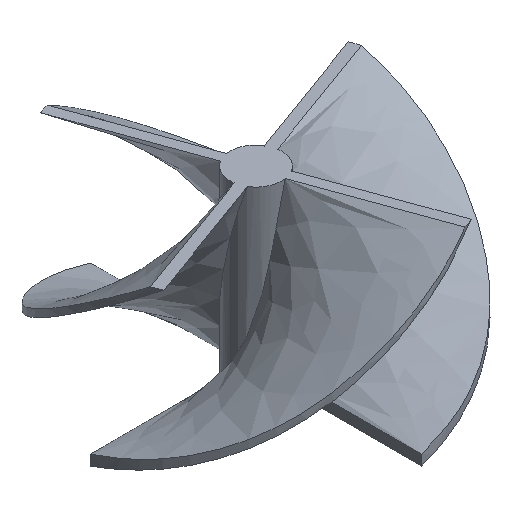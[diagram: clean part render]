
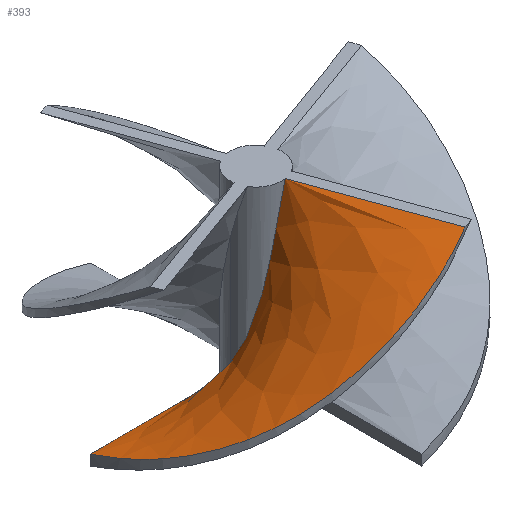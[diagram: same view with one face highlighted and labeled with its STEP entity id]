
A CAD part, isometric view. The second image highlights one B-rep face of the part: STEP entity #393.
In plain terms, the highlighted free-form (B-spline) face has degree [3, 3] with [4, 10] control points.
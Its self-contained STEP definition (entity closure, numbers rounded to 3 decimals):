
#35=B_SPLINE_SURFACE_WITH_KNOTS('',3,3,((#1071,#1072,#1073,#1074,#1075,
#1076,#1077,#1078,#1079,#1080),(#1081,#1082,#1083,#1084,#1085,#1086,#1087,
#1088,#1089,#1090),(#1091,#1092,#1093,#1094,#1095,#1096,#1097,#1098,#1099,
#1100),(#1101,#1102,#1103,#1104,#1105,#1106,#1107,#1108,#1109,#1110)),
 .UNSPECIFIED.,.F.,.F.,.F.,(4,4),(4,1,1,1,1,1,1,4),(0.075,
0.898),(0.,0.28,0.298,0.516,
0.563,0.742,0.797,1.),.UNSPECIFIED.);
#56=FACE_OUTER_BOUND('',#77,.T.);
#77=EDGE_LOOP('',(#339,#340,#341,#342));
#92=B_SPLINE_CURVE_WITH_KNOTS('',3,(#536,#537,#538,#539,#540,#541,#542,
#543,#544,#545,#546,#547),.UNSPECIFIED.,.F.,.F.,(4,2,2,2,2,4),(-4.949,
-4.06,-3.192,-2.052,-1.064,0.),
 .UNSPECIFIED.);
#106=B_SPLINE_CURVE_WITH_KNOTS('',3,(#791,#792,#793,#794,#795,#796,#797,
#798,#799,#800,#801,#802,#803,#804),.UNSPECIFIED.,.F.,.F.,(4,2,2,2,2,2,
4),(-9.884,-8.428,-6.625,-5.637,
-3.198,-1.834,0.),.UNSPECIFIED.);
#126=LINE('',#941,#153);
#134=LINE('',#1111,#161);
#153=VECTOR('',#505,10.);
#161=VECTOR('',#517,10.);
#165=VERTEX_POINT('',#533);
#166=VERTEX_POINT('',#535);
#193=VERTEX_POINT('',#789);
#194=VERTEX_POINT('',#790);
#202=EDGE_CURVE('',#166,#165,#92,.T.);
#233=EDGE_CURVE('',#193,#194,#106,.T.);
#246=EDGE_CURVE('',#165,#193,#126,.T.);
#254=EDGE_CURVE('',#166,#194,#134,.T.);
#339=ORIENTED_EDGE('',*,*,#233,.T.);
#340=ORIENTED_EDGE('',*,*,#254,.F.);
#341=ORIENTED_EDGE('',*,*,#202,.T.);
#342=ORIENTED_EDGE('',*,*,#246,.T.);
#393=ADVANCED_FACE('',(#56),#35,.T.);
#505=DIRECTION('',(-1.,0.,0.));
#517=DIRECTION('',(0.342,-0.94,0.));
#533=CARTESIAN_POINT('',(-7.5,0.,1.5));
#535=CARTESIAN_POINT('',(1.104,-7.418,50.));
#536=CARTESIAN_POINT('Ctrl Pts',(1.104,-7.418,50.));
#537=CARTESIAN_POINT('Ctrl Pts',(0.227,-7.549,47.117));
#538=CARTESIAN_POINT('Ctrl Pts',(-0.467,-7.509,44.14));
#539=CARTESIAN_POINT('Ctrl Pts',(-1.625,-7.345,38.303));
#540=CARTESIAN_POINT('Ctrl Pts',(-2.151,-7.204,35.188));
#541=CARTESIAN_POINT('Ctrl Pts',(-3.298,-6.772,28.542));
#542=CARTESIAN_POINT('Ctrl Pts',(-4.018,-6.409,24.592));
#543=CARTESIAN_POINT('Ctrl Pts',(-5.43,-5.243,17.477));
#544=CARTESIAN_POINT('Ctrl Pts',(-6.073,-4.535,14.421));
#545=CARTESIAN_POINT('Ctrl Pts',(-7.158,-2.532,7.885));
#546=CARTESIAN_POINT('Ctrl Pts',(-7.5,-1.318,4.793));
#547=CARTESIAN_POINT('Ctrl Pts',(-7.5,0.,1.5));
#789=CARTESIAN_POINT('',(-48.15,0.,1.5));
#790=CARTESIAN_POINT('',(15.051,-45.737,50.));
#791=CARTESIAN_POINT('Ctrl Pts',(-48.15,0.,1.5));
#792=CARTESIAN_POINT('Ctrl Pts',(-48.15,-5.021,3.119));
#793=CARTESIAN_POINT('Ctrl Pts',(-47.367,-9.994,4.659));
#794=CARTESIAN_POINT('Ctrl Pts',(-43.934,-20.655,8.518));
#795=CARTESIAN_POINT('Ctrl Pts',(-40.966,-25.994,10.85));
#796=CARTESIAN_POINT('Ctrl Pts',(-35.106,-33.116,15.143));
#797=CARTESIAN_POINT('Ctrl Pts',(-32.819,-35.373,16.769));
#798=CARTESIAN_POINT('Ctrl Pts',(-24.328,-42.276,22.808));
#799=CARTESIAN_POINT('Ctrl Pts',(-17.643,-45.301,27.608));
#800=CARTESIAN_POINT('Ctrl Pts',(-7.454,-47.718,34.747));
#801=CARTESIAN_POINT('Ctrl Pts',(-3.703,-48.155,37.336));
#802=CARTESIAN_POINT('Ctrl Pts',(5.123,-48.143,43.328));
#803=CARTESIAN_POINT('Ctrl Pts',(10.18,-47.34,46.675));
#804=CARTESIAN_POINT('Ctrl Pts',(15.051,-45.737,50.));
#941=CARTESIAN_POINT('',(-2.,0.,1.5));
#1071=CARTESIAN_POINT('Ctrl Pts',(-6.147,0.,
1.5));
#1072=CARTESIAN_POINT('Ctrl Pts',(-5.917,-1.484,5.833));
#1073=CARTESIAN_POINT('Ctrl Pts',(-5.53,-2.913,10.532));
#1074=CARTESIAN_POINT('Ctrl Pts',(-4.624,-4.956,18.784));
#1075=CARTESIAN_POINT('Ctrl Pts',(-4.024,-5.888,23.374));
#1076=CARTESIAN_POINT('Ctrl Pts',(-2.924,-6.877,30.635));
#1077=CARTESIAN_POINT('Ctrl Pts',(-2.147,-7.236,35.263));
#1078=CARTESIAN_POINT('Ctrl Pts',(-0.839,-7.25,
42.456));
#1079=CARTESIAN_POINT('Ctrl Pts',(-0.003,-6.886,
46.699));
#1080=CARTESIAN_POINT('Ctrl Pts',(0.693,-6.29,50.));
#1081=CARTESIAN_POINT('Ctrl Pts',(-21.228,0.,
1.5));
#1082=CARTESIAN_POINT('Ctrl Pts',(-20.212,-4.043,5.274));
#1083=CARTESIAN_POINT('Ctrl Pts',(-18.595,-8.047,9.593));
#1084=CARTESIAN_POINT('Ctrl Pts',(-14.845,-13.951,17.566));
#1085=CARTESIAN_POINT('Ctrl Pts',(-12.377,-16.733,22.161));
#1086=CARTESIAN_POINT('Ctrl Pts',(-7.904,-19.835,29.638));
#1087=CARTESIAN_POINT('Ctrl Pts',(-4.785,-21.098,34.496));
#1088=CARTESIAN_POINT('Ctrl Pts',(0.282,-21.784,42.071));
#1089=CARTESIAN_POINT('Ctrl Pts',(3.39,-21.354,46.543));
#1090=CARTESIAN_POINT('Ctrl Pts',(5.851,-20.461,50.));
#1091=CARTESIAN_POINT('Ctrl Pts',(-36.309,0.,
1.5));
#1092=CARTESIAN_POINT('Ctrl Pts',(-34.507,-6.601,4.715));
#1093=CARTESIAN_POINT('Ctrl Pts',(-32.178,-13.542,8.385));
#1094=CARTESIAN_POINT('Ctrl Pts',(-26.174,-24.142,15.807));
#1095=CARTESIAN_POINT('Ctrl Pts',(-22.013,-29.285,20.35));
#1096=CARTESIAN_POINT('Ctrl Pts',(-13.893,-34.537,28.211));
#1097=CARTESIAN_POINT('Ctrl Pts',(-8.043,-36.356,33.498));
#1098=CARTESIAN_POINT('Ctrl Pts',(1.245,-36.853,41.648));
#1099=CARTESIAN_POINT('Ctrl Pts',(6.783,-35.822,46.387));
#1100=CARTESIAN_POINT('Ctrl Pts',(11.009,-34.632,50.));
#1101=CARTESIAN_POINT('Ctrl Pts',(-51.39,0.,
1.5));
#1102=CARTESIAN_POINT('Ctrl Pts',(-48.801,-9.159,4.157));
#1103=CARTESIAN_POINT('Ctrl Pts',(-45.274,-18.699,7.429));
#1104=CARTESIAN_POINT('Ctrl Pts',(-36.465,-33.212,14.554));
#1105=CARTESIAN_POINT('Ctrl Pts',(-30.446,-40.237,19.099));
#1106=CARTESIAN_POINT('Ctrl Pts',(-18.936,-47.604,27.188));
#1107=CARTESIAN_POINT('Ctrl Pts',(-10.719,-50.306,32.716));
#1108=CARTESIAN_POINT('Ctrl Pts',(2.356,-51.42,41.26));
#1109=CARTESIAN_POINT('Ctrl Pts',(10.175,-50.29,46.231));
#1110=CARTESIAN_POINT('Ctrl Pts',(16.167,-48.804,50.));
#1111=CARTESIAN_POINT('',(-0.725,-2.392,50.));
